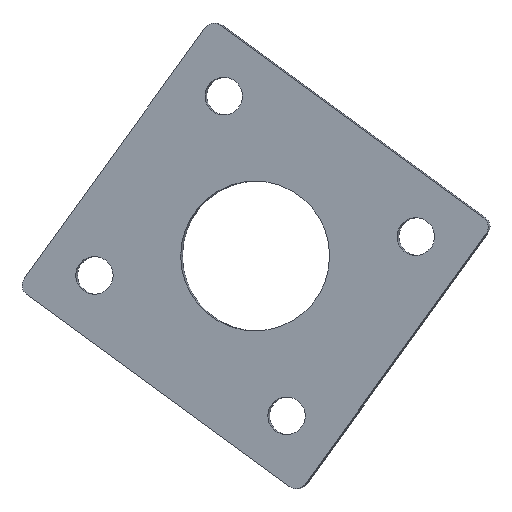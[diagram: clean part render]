
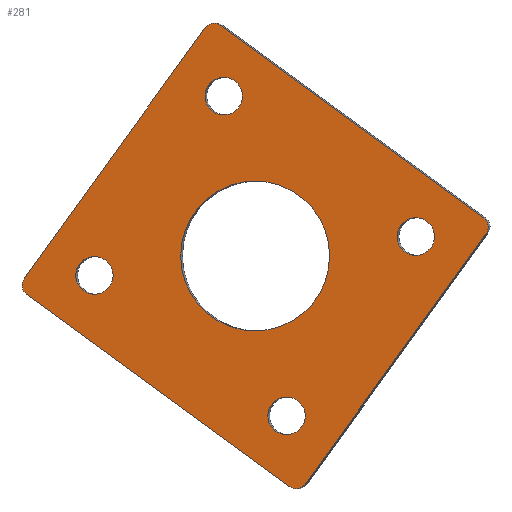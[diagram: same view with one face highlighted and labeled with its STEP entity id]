
A CAD part, top view. The second image highlights one B-rep face of the part: STEP entity #281.
In plain terms, the highlighted planar face has unit normal (-0.119, 0, 0.993).
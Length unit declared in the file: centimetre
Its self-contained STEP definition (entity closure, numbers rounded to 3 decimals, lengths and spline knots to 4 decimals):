
#24=LINE('',#444,#40);
#27=LINE('',#452,#43);
#30=LINE('',#460,#46);
#33=LINE('',#467,#49);
#40=VECTOR('',#359,8.4);
#43=VECTOR('',#368,8.8758);
#46=VECTOR('',#377,8.4);
#49=VECTOR('',#386,8.8758);
#55=PLANE('',#312);
#62=FACE_BOUND('',#103,.T.);
#63=FACE_BOUND('',#104,.T.);
#64=FACE_BOUND('',#105,.T.);
#65=FACE_BOUND('',#106,.T.);
#66=FACE_BOUND('',#107,.T.);
#81=FACE_OUTER_BOUND('',#102,.T.);
#102=EDGE_LOOP('',(#241,#242,#243,#244,#245,#246,#247,#248));
#103=EDGE_LOOP('',(#249));
#104=EDGE_LOOP('',(#250));
#105=EDGE_LOOP('',(#251));
#106=EDGE_LOOP('',(#252));
#107=EDGE_LOOP('',(#253));
#117=CIRCLE('',#290,0.51);
#126=CIRCLE('',#301,0.3);
#127=CIRCLE('',#304,0.3);
#128=CIRCLE('',#307,0.3);
#129=CIRCLE('',#310,0.3);
#130=CIRCLE('',#313,0.51);
#131=CIRCLE('',#314,0.51);
#132=CIRCLE('',#315,0.51);
#133=CIRCLE('',#316,2.03);
#135=VERTEX_POINT('',#409);
#148=VERTEX_POINT('',#437);
#149=VERTEX_POINT('',#439);
#150=VERTEX_POINT('',#443);
#151=VERTEX_POINT('',#447);
#152=VERTEX_POINT('',#451);
#153=VERTEX_POINT('',#455);
#154=VERTEX_POINT('',#459);
#155=VERTEX_POINT('',#463);
#156=VERTEX_POINT('',#469);
#157=VERTEX_POINT('',#471);
#158=VERTEX_POINT('',#473);
#159=VERTEX_POINT('',#475);
#161=EDGE_CURVE('',#135,#135,#117,.T.);
#175=EDGE_CURVE('',#148,#149,#126,.T.);
#177=EDGE_CURVE('',#149,#150,#24,.T.);
#179=EDGE_CURVE('',#150,#151,#127,.T.);
#181=EDGE_CURVE('',#151,#152,#27,.T.);
#183=EDGE_CURVE('',#152,#153,#128,.T.);
#185=EDGE_CURVE('',#153,#154,#30,.T.);
#187=EDGE_CURVE('',#154,#155,#129,.T.);
#189=EDGE_CURVE('',#155,#148,#33,.T.);
#190=EDGE_CURVE('',#156,#156,#130,.T.);
#191=EDGE_CURVE('',#157,#157,#131,.T.);
#192=EDGE_CURVE('',#158,#158,#132,.T.);
#193=EDGE_CURVE('',#159,#159,#133,.T.);
#241=ORIENTED_EDGE('',*,*,#175,.F.);
#242=ORIENTED_EDGE('',*,*,#189,.F.);
#243=ORIENTED_EDGE('',*,*,#187,.F.);
#244=ORIENTED_EDGE('',*,*,#185,.F.);
#245=ORIENTED_EDGE('',*,*,#183,.F.);
#246=ORIENTED_EDGE('',*,*,#181,.F.);
#247=ORIENTED_EDGE('',*,*,#179,.F.);
#248=ORIENTED_EDGE('',*,*,#177,.F.);
#249=ORIENTED_EDGE('',*,*,#161,.F.);
#250=ORIENTED_EDGE('',*,*,#190,.F.);
#251=ORIENTED_EDGE('',*,*,#191,.F.);
#252=ORIENTED_EDGE('',*,*,#192,.F.);
#253=ORIENTED_EDGE('',*,*,#193,.F.);
#281=ADVANCED_FACE('',(#81,#62,#63,#64,#65,#66),#55,.T.);
#290=AXIS2_PLACEMENT_3D('',#410,#327,#328);
#301=AXIS2_PLACEMENT_3D('',#440,#354,#355);
#304=AXIS2_PLACEMENT_3D('',#448,#363,#364);
#307=AXIS2_PLACEMENT_3D('',#456,#372,#373);
#310=AXIS2_PLACEMENT_3D('',#464,#381,#382);
#312=AXIS2_PLACEMENT_3D('',#468,#387,#388);
#313=AXIS2_PLACEMENT_3D('',#470,#389,#390);
#314=AXIS2_PLACEMENT_3D('',#472,#391,#392);
#315=AXIS2_PLACEMENT_3D('',#474,#393,#394);
#316=AXIS2_PLACEMENT_3D('',#476,#395,#396);
#327=DIRECTION('center_axis',(-0.119,0.,0.993));
#328=DIRECTION('ref_axis',(0.993,0.,0.119));
#354=DIRECTION('center_axis',(0.119,0.,-0.993));
#355=DIRECTION('ref_axis',(0.584,0.809,0.07));
#359=DIRECTION('',(-0.584,-0.809,-0.07));
#363=DIRECTION('center_axis',(0.119,0.,-0.993));
#364=DIRECTION('ref_axis',(0.803,-0.588,0.096));
#368=DIRECTION('',(-0.803,0.588,-0.096));
#372=DIRECTION('center_axis',(0.119,0.,-0.993));
#373=DIRECTION('ref_axis',(-0.584,-0.809,-0.07));
#377=DIRECTION('',(0.584,0.809,0.07));
#381=DIRECTION('center_axis',(0.119,0.,-0.993));
#382=DIRECTION('ref_axis',(-0.803,0.588,-0.096));
#386=DIRECTION('',(0.803,-0.588,0.096));
#387=DIRECTION('center_axis',(-0.119,0.,0.993));
#388=DIRECTION('ref_axis',(0.993,0.,0.119));
#389=DIRECTION('center_axis',(-0.119,0.,0.993));
#390=DIRECTION('ref_axis',(-0.993,0.,-0.119));
#391=DIRECTION('center_axis',(-0.119,0.,0.993));
#392=DIRECTION('ref_axis',(-0.993,0.,-0.119));
#393=DIRECTION('center_axis',(-0.119,0.,0.993));
#394=DIRECTION('ref_axis',(-0.993,0.,-0.119));
#395=DIRECTION('center_axis',(-0.119,0.,0.993));
#396=DIRECTION('ref_axis',(-0.993,0.,-0.119));
#409=CARTESIAN_POINT('',(170.5987,47.3302,-38.7868));
#410=CARTESIAN_POINT('Origin',(171.1051,47.3302,-38.726));
#437=CARTESIAN_POINT('',(178.1461,44.0321,-37.8811));
#439=CARTESIAN_POINT('',(178.212,43.613,-37.8732));
#440=CARTESIAN_POINT('Origin',(177.971,43.7894,-37.9021));
#443=CARTESIAN_POINT('',(173.3097,36.8173,-38.4615));
#444=CARTESIAN_POINT('',(178.212,43.613,-37.8732));
#447=CARTESIAN_POINT('',(172.8937,36.7509,-38.5114));
#448=CARTESIAN_POINT('Origin',(173.0688,36.9936,-38.4904));
#451=CARTESIAN_POINT('',(165.7642,41.9679,-39.3669));
#452=CARTESIAN_POINT('',(172.8937,36.7509,-38.5114));
#455=CARTESIAN_POINT('',(165.6983,42.387,-39.3748));
#456=CARTESIAN_POINT('Origin',(165.9393,42.2106,-39.3459));
#459=CARTESIAN_POINT('',(170.6005,49.1827,-38.7866));
#460=CARTESIAN_POINT('',(165.6983,42.387,-39.3748));
#463=CARTESIAN_POINT('',(171.0166,49.2491,-38.7366));
#464=CARTESIAN_POINT('Origin',(170.8415,49.0064,-38.7577));
#467=CARTESIAN_POINT('',(171.0166,49.2491,-38.7366));
#468=CARTESIAN_POINT('Origin',(7.0101,0.,-58.4174));
#469=CARTESIAN_POINT('',(168.1099,42.4761,-39.0854));
#470=CARTESIAN_POINT('Origin',(167.6035,42.4761,-39.1462));
#471=CARTESIAN_POINT('',(173.3115,38.6698,-38.4612));
#472=CARTESIAN_POINT('Origin',(172.8052,38.6698,-38.522));
#473=CARTESIAN_POINT('',(176.8131,43.5239,-38.0411));
#474=CARTESIAN_POINT('Origin',(176.3068,43.5239,-38.1018));
#475=CARTESIAN_POINT('',(173.9707,43.,-38.3822));
#476=CARTESIAN_POINT('Origin',(171.9551,43.,-38.624));
